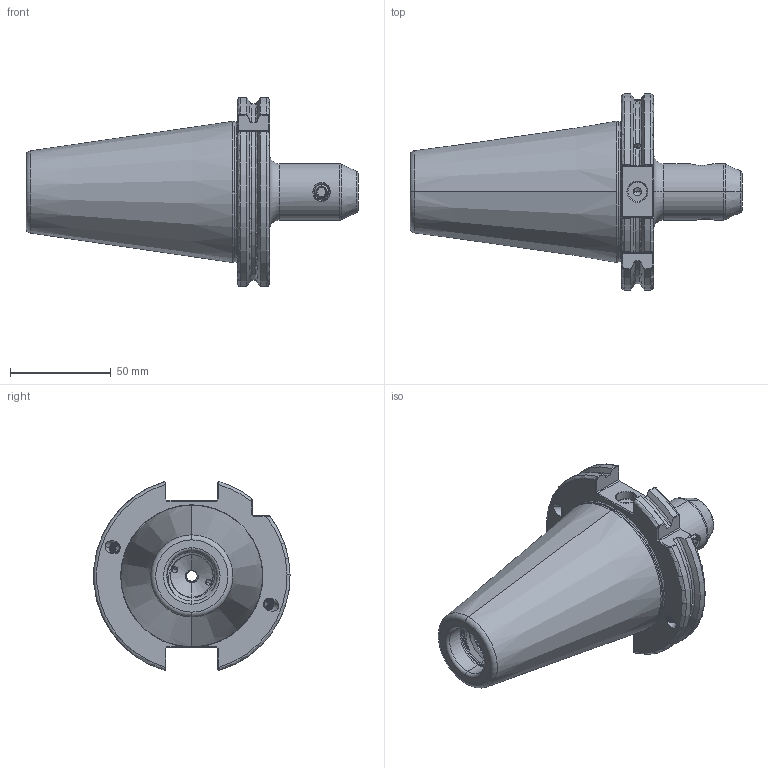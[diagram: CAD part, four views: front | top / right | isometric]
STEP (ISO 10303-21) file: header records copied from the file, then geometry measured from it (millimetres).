
FILE_DESCRIPTION (( 'STEP AP203' ), '1' );
FILE_NAME ('503.05.08.STEP', '2016-11-25T08:48:31', ( '' ), ( '' ), 'SwSTEP 2.0', 'SolidWorks 2012', '' );
FILE_SCHEMA (( 'CONFIG_CONTROL_DESIGN' ));
Length unit declared in the file: millimetre
Products named in the file (3): 503.05.08; 側固8_M8x1.25_10L
Assembly tree (2 placements, depth 2):
  503.05.08
    503.05.08
    側固8_M8x1.25_10L
Bounding box: 164.75 x 97.33 x 93.81 mm (x, y, z)
Volume: 349659.5 mm3; surface area: 51438.9 mm2
Topology: 2 solids, 2 shells, 369 faces, 993 edges, 625 vertices
Faces by surface type: cylinder 175, plane 70, cone 47, bspline 43, torus 32, sphere 2
Entity records: 31674 total; most frequent: CARTESIAN_POINT 23429, ORIENTED_EDGE 1962, DIRECTION 1319, EDGE_CURVE 981, VERTEX_POINT 625, AXIS2_PLACEMENT_3D 501, EDGE_LOOP 390, ADVANCED_FACE 369
